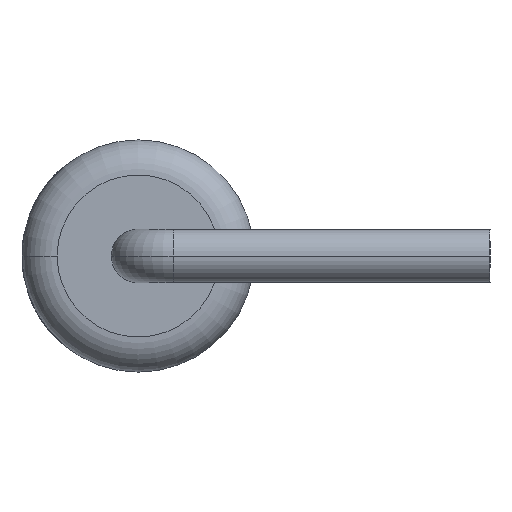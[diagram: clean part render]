
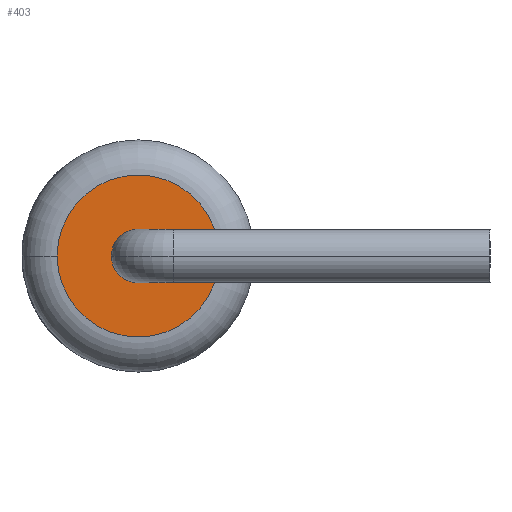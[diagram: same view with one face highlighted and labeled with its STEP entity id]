
A CAD part, left-side view. The second image highlights one B-rep face of the part: STEP entity #403.
In plain terms, the highlighted planar face has unit normal (-1, 0, 0).
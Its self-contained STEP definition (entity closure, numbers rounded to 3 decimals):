
#227 = EDGE_CURVE ( 'NONE', #546, #555, #1246, .T. ) ;
#229 = EDGE_CURVE ( 'NONE', #584, #560, #1247, .T. ) ;
#279 = EDGE_CURVE ( 'NONE', #555, #546, #1999, .T. ) ;
#281 = EDGE_CURVE ( 'NONE', #560, #584, #2001, .T. ) ;
#351 = AXIS2_PLACEMENT_3D ( 'NONE', #1819, #1820, #1821 ) ;
#352 = AXIS2_PLACEMENT_3D ( 'NONE', #1824, #1825, #1826 ) ;
#403 = ADVANCED_FACE ( 'NONE', ( #2931, #2935 ), #2714, .F. ) ;
#546 = VERTEX_POINT ( 'NONE', #3056 ) ;
#555 = VERTEX_POINT ( 'NONE', #3065 ) ;
#560 = VERTEX_POINT ( 'NONE', #3070 ) ;
#584 = VERTEX_POINT ( 'NONE', #3094 ) ;
#999 = ORIENTED_EDGE ( 'NONE', *, *, #279, .T. ) ;
#1000 = ORIENTED_EDGE ( 'NONE', *, *, #227, .T. ) ;
#1001 = ORIENTED_EDGE ( 'NONE', *, *, #229, .T. ) ;
#1002 = ORIENTED_EDGE ( 'NONE', *, *, #281, .T. ) ;
#1042 = EDGE_LOOP ( 'NONE', ( #1001, #1002 ) ) ;
#1047 = EDGE_LOOP ( 'NONE', ( #999, #1000 ) ) ;
#1246 = CIRCLE ( 'NONE', #351, 1.151 ) ;
#1247 = CIRCLE ( 'NONE', #352, 0.381 ) ;
#1819 = CARTESIAN_POINT ( 'NONE',  ( 2.159, 4., 0. ) ) ;
#1820 = DIRECTION ( 'NONE',  ( -1., 0., 0. ) ) ;
#1821 = DIRECTION ( 'NONE',  ( 0., 1., 0. ) ) ;
#1824 = CARTESIAN_POINT ( 'NONE',  ( 2.159, 4., 0. ) ) ;
#1825 = DIRECTION ( 'NONE',  ( 1., 0., 0. ) ) ;
#1826 = DIRECTION ( 'NONE',  ( 0., 0., 1. ) ) ;
#1999 = CIRCLE ( 'NONE', #2097, 1.151 ) ;
#2001 = CIRCLE ( 'NONE', #2099, 0.381 ) ;
#2097 = AXIS2_PLACEMENT_3D ( 'NONE', #2306, #2307, #2308 ) ;
#2099 = AXIS2_PLACEMENT_3D ( 'NONE', #2314, #2315, #2316 ) ;
#2248 = AXIS2_PLACEMENT_3D ( 'NONE', #2721, #2722, #2723 ) ;
#2306 = CARTESIAN_POINT ( 'NONE',  ( 2.159, 4., 0. ) ) ;
#2307 = DIRECTION ( 'NONE',  ( -1., 0., 0. ) ) ;
#2308 = DIRECTION ( 'NONE',  ( 0., 1., 0. ) ) ;
#2314 = CARTESIAN_POINT ( 'NONE',  ( 2.159, 4., 0. ) ) ;
#2315 = DIRECTION ( 'NONE',  ( 1., 0., 0. ) ) ;
#2316 = DIRECTION ( 'NONE',  ( 0., 0., 1. ) ) ;
#2714 = PLANE ( 'NONE',  #2248 ) ;
#2721 = CARTESIAN_POINT ( 'NONE',  ( 2.159, 4., 0. ) ) ;
#2722 = DIRECTION ( 'NONE',  ( 1., 0., 0. ) ) ;
#2723 = DIRECTION ( 'NONE',  ( 0., 1., 0. ) ) ;
#2931 = FACE_OUTER_BOUND ( 'NONE', #1047, .T. ) ;
#2935 = FACE_BOUND ( 'NONE', #1042, .T. ) ;
#3056 = CARTESIAN_POINT ( 'NONE',  ( 2.159, 2.849, 0. ) ) ;
#3065 = CARTESIAN_POINT ( 'NONE',  ( 2.159, 5.151, 0. ) ) ;
#3070 = CARTESIAN_POINT ( 'NONE',  ( 2.159, 4., 0.381 ) ) ;
#3094 = CARTESIAN_POINT ( 'NONE',  ( 2.159, 4., -0.381 ) ) ;
